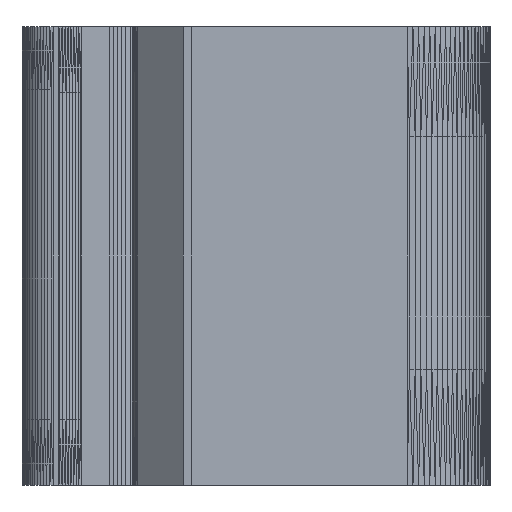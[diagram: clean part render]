
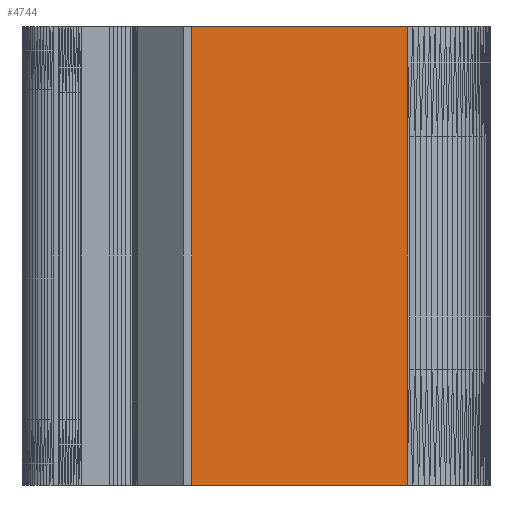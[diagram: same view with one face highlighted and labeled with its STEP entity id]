
A CAD part, left-side view. The second image highlights one B-rep face of the part: STEP entity #4744.
In plain terms, the highlighted planar face has unit normal (-0.999, -0.052, 0).
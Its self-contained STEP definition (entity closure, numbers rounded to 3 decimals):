
#1098 = VERTEX_POINT('',#1099);
#1099 = CARTESIAN_POINT('',(67.163,163.094,
    14.7));
#1105 = EDGE_CURVE('',#1098,#1106,#1108,.T.);
#1106 = VERTEX_POINT('',#1107);
#1107 = CARTESIAN_POINT('',(67.527,156.153,
    14.7));
#1108 = LINE('',#1109,#1110);
#1109 = CARTESIAN_POINT('',(67.163,163.094,
    14.7));
#1110 = VECTOR('',#1111,1.);
#1111 = DIRECTION('',(0.052,-0.999,0.));
#4724 = EDGE_CURVE('',#1098,#4725,#4727,.T.);
#4725 = VERTEX_POINT('',#4726);
#4726 = CARTESIAN_POINT('',(67.163,163.094,0.));
#4727 = LINE('',#4728,#4729);
#4728 = CARTESIAN_POINT('',(67.163,163.094,
    14.7));
#4729 = VECTOR('',#4730,1.);
#4730 = DIRECTION('',(0.,0.,-1.));
#4744 = ADVANCED_FACE('',(#4745),#4763,.T.);
#4745 = FACE_BOUND('',#4746,.T.);
#4746 = EDGE_LOOP('',(#4747,#4755,#4756,#4757));
#4747 = ORIENTED_EDGE('',*,*,#4748,.F.);
#4748 = EDGE_CURVE('',#1106,#4749,#4751,.T.);
#4749 = VERTEX_POINT('',#4750);
#4750 = CARTESIAN_POINT('',(67.527,156.153,0.));
#4751 = LINE('',#4752,#4753);
#4752 = CARTESIAN_POINT('',(67.527,156.153,
    14.7));
#4753 = VECTOR('',#4754,1.);
#4754 = DIRECTION('',(0.,0.,-1.));
#4755 = ORIENTED_EDGE('',*,*,#1105,.F.);
#4756 = ORIENTED_EDGE('',*,*,#4724,.T.);
#4757 = ORIENTED_EDGE('',*,*,#4758,.F.);
#4758 = EDGE_CURVE('',#4749,#4725,#4759,.T.);
#4759 = LINE('',#4760,#4761);
#4760 = CARTESIAN_POINT('',(67.527,156.153,0.));
#4761 = VECTOR('',#4762,1.);
#4762 = DIRECTION('',(-0.052,0.999,0.));
#4763 = PLANE('',#4764);
#4764 = AXIS2_PLACEMENT_3D('',#4765,#4766,#4767);
#4765 = CARTESIAN_POINT('',(67.345,159.624,
    7.35));
#4766 = DIRECTION('',(-0.999,-0.052,-0.));
#4767 = DIRECTION('',(0.052,-0.999,0.));
